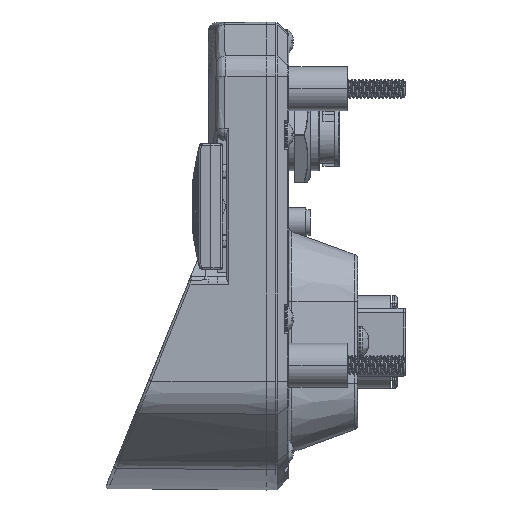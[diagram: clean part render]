
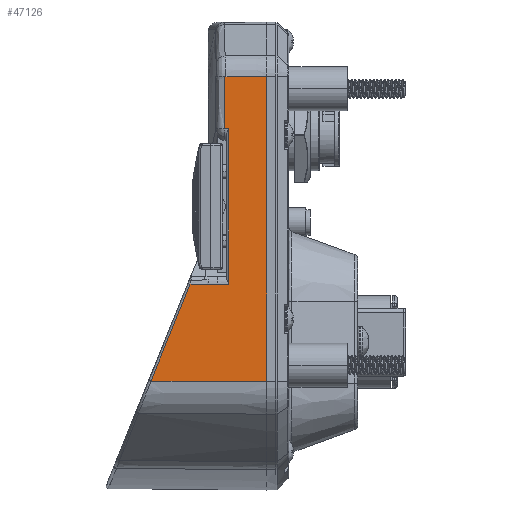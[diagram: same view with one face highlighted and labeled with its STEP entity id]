
A CAD part, left-side view. The second image highlights one B-rep face of the part: STEP entity #47126.
In plain terms, the highlighted planar face has unit normal (-1, 0.009, 0).
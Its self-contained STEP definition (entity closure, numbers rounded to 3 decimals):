
#508 = CARTESIAN_POINT ( 'NONE',  ( -78.045, -10.117, -27.919 ) ) ;
#509 = DIRECTION ( 'NONE',  ( 0., 0., -1. ) ) ;
#528 = CARTESIAN_POINT ( 'NONE',  ( -78.006, -5.621, -27.919 ) ) ;
#529 = DIRECTION ( 'NONE',  ( 0.009, 1., 0. ) ) ;
#581 = CARTESIAN_POINT ( 'NONE',  ( -77.998, -4.73, 0.672 ) ) ;
#582 = DIRECTION ( 'NONE',  ( -0.003, -0.375, 0.927 ) ) ;
#2656 = EDGE_LOOP ( 'NONE', ( #12695, #12698, #12700, #12702, #12704, #12706, #12709, #12711, #12713, #12715, #12717 ) ) ;
#3437 = B_SPLINE_CURVE_WITH_KNOTS ( 'NONE', 3,
 ( #44247, #44402, #44404, #44406, #44408, #44410, #44412, #44414, #44416, #44418, #44420, #44422, #44424, #44426, #44428, #44430, #44432, #44434, #44436, #44438, #44440, #44442, #44444, #44446, #44448, #44450, #44452, #44454 ),
 .UNSPECIFIED., .F., .F.,
 ( 4, 1, 1, 1, 1, 1, 1, 1, 2, 2, 1, 1, 1, 1, 1, 1, 1, 2, 2, 2, 4 ),
 ( 0., 0.062, 0.094, 0.109, 0.117, 0.121, 0.123, 0.124, 0.125, 0.125, 0.187, 0.219, 0.234, 0.242, 0.246, 0.248, 0.249, 0.25, 0.25, 0.5, 1. ),
 .UNSPECIFIED. ) ;
#4248 = EDGE_CURVE ( 'NONE', #52518, #52147, #8087, .T. ) ;
#4267 = EDGE_CURVE ( 'NONE', #52020, #52518, #8112, .T. ) ;
#4396 = EDGE_CURVE ( 'NONE', #52232, #52424, #8238, .T. ) ;
#4400 = EDGE_CURVE ( 'NONE', #52560, #52115, #8241, .T. ) ;
#4406 = EDGE_CURVE ( 'NONE', #52451, #52171, #16999, .T. ) ;
#4467 = EDGE_CURVE ( 'NONE', #52451, #52232, #16931, .T. ) ;
#4478 = EDGE_CURVE ( 'NONE', #52424, #52425, #8319, .T. ) ;
#4611 = EDGE_CURVE ( 'NONE', #52560, #52171, #8435, .T. ) ;
#4615 = EDGE_CURVE ( 'NONE', #52020, #52099, #8438, .T. ) ;
#4626 = EDGE_CURVE ( 'NONE', #52099, #52425, #8443, .T. ) ;
#8075 = VECTOR ( 'NONE', #78432, 1000. ) ;
#8087 = LINE ( 'NONE', #78420, #8075 ) ;
#8112 = LINE ( 'NONE', #78544, #8113 ) ;
#8113 = VECTOR ( 'NONE', #78545, 1000. ) ;
#8231 = VECTOR ( 'NONE', #96903, 1000. ) ;
#8238 = LINE ( 'NONE', #96871, #8240 ) ;
#8240 = VECTOR ( 'NONE', #96883, 1000. ) ;
#8241 = LINE ( 'NONE', #96902, #8231 ) ;
#8306 = VECTOR ( 'NONE', #97270, 1000. ) ;
#8319 = LINE ( 'NONE', #97269, #8306 ) ;
#8432 = VECTOR ( 'NONE', #529, 1000. ) ;
#8435 = LINE ( 'NONE', #508, #8436 ) ;
#8436 = VECTOR ( 'NONE', #509, 1000. ) ;
#8438 = LINE ( 'NONE', #528, #8432 ) ;
#8443 = LINE ( 'NONE', #581, #8445 ) ;
#8445 = VECTOR ( 'NONE', #582, 1000. ) ;
#12695 = ORIENTED_EDGE ( 'NONE', *, *, #4615, .F. ) ;
#12698 = ORIENTED_EDGE ( 'NONE', *, *, #4267, .T. ) ;
#12700 = ORIENTED_EDGE ( 'NONE', *, *, #4248, .T. ) ;
#12702 = ORIENTED_EDGE ( 'NONE', *, *, #95147, .T. ) ;
#12704 = ORIENTED_EDGE ( 'NONE', *, *, #4400, .F. ) ;
#12706 = ORIENTED_EDGE ( 'NONE', *, *, #4611, .T. ) ;
#12709 = ORIENTED_EDGE ( 'NONE', *, *, #4406, .F. ) ;
#12711 = ORIENTED_EDGE ( 'NONE', *, *, #4467, .T. ) ;
#12713 = ORIENTED_EDGE ( 'NONE', *, *, #4396, .T. ) ;
#12715 = ORIENTED_EDGE ( 'NONE', *, *, #4478, .T. ) ;
#12717 = ORIENTED_EDGE ( 'NONE', *, *, #4626, .F. ) ;
#16931 = B_SPLINE_CURVE_WITH_KNOTS ( 'NONE', 3,
 ( #97143, #97148, #97149, #97150 ),
 .UNSPECIFIED., .F., .F.,
 ( 4, 4 ),
 ( 0., 1. ),
 .UNSPECIFIED. ) ;
#16999 = B_SPLINE_CURVE_WITH_KNOTS ( 'NONE', 3,
 ( #96922, #96926, #96927, #96928 ),
 .UNSPECIFIED., .F., .F.,
 ( 4, 4 ),
 ( 0., 1. ),
 .UNSPECIFIED. ) ;
#20442 = CARTESIAN_POINT ( 'NONE',  ( -78.006, -5.621, -27.919 ) ) ;
#20444 = PLANE ( 'NONE',  #77071 ) ;
#20461 = DIRECTION ( 'NONE',  ( -1., 0.009, 0. ) ) ;
#20463 = DIRECTION ( 'NONE',  ( -0.009, -1., 0. ) ) ;
#41170 = FACE_OUTER_BOUND ( 'NONE', #2656, .T. ) ;
#44247 = CARTESIAN_POINT ( 'NONE',  ( -78.038, -9.272, 38.24 ) ) ;
#44402 = CARTESIAN_POINT ( 'NONE',  ( -78.038, -9.26, 37.988 ) ) ;
#44404 = CARTESIAN_POINT ( 'NONE',  ( -78.038, -9.245, 37.623 ) ) ;
#44406 = CARTESIAN_POINT ( 'NONE',  ( -78.038, -9.234, 37.218 ) ) ;
#44408 = CARTESIAN_POINT ( 'NONE',  ( -78.038, -9.231, 37.021 ) ) ;
#44410 = CARTESIAN_POINT ( 'NONE',  ( -78.038, -9.229, 36.923 ) ) ;
#44412 = CARTESIAN_POINT ( 'NONE',  ( -78.038, -9.228, 36.875 ) ) ;
#44414 = CARTESIAN_POINT ( 'NONE',  ( -78.038, -9.228, 36.851 ) ) ;
#44416 = CARTESIAN_POINT ( 'NONE',  ( -78.038, -9.228, 36.839 ) ) ;
#44418 = CARTESIAN_POINT ( 'NONE',  ( -78.038, -9.228, 36.834 ) ) ;
#44420 = CARTESIAN_POINT ( 'NONE',  ( -78.038, -9.228, 36.83 ) ) ;
#44422 = CARTESIAN_POINT ( 'NONE',  ( -78.038, -9.228, 36.827 ) ) ;
#44424 = CARTESIAN_POINT ( 'NONE',  ( -78.038, -9.227, 36.771 ) ) ;
#44426 = CARTESIAN_POINT ( 'NONE',  ( -78.038, -9.226, 36.552 ) ) ;
#44428 = CARTESIAN_POINT ( 'NONE',  ( -78.038, -9.226, 36.061 ) ) ;
#44430 = CARTESIAN_POINT ( 'NONE',  ( -78.038, -9.226, 35.757 ) ) ;
#44432 = CARTESIAN_POINT ( 'NONE',  ( -78.038, -9.226, 35.59 ) ) ;
#44434 = CARTESIAN_POINT ( 'NONE',  ( -78.038, -9.226, 35.503 ) ) ;
#44436 = CARTESIAN_POINT ( 'NONE',  ( -78.038, -9.226, 35.459 ) ) ;
#44438 = CARTESIAN_POINT ( 'NONE',  ( -78.038, -9.226, 35.436 ) ) ;
#44440 = CARTESIAN_POINT ( 'NONE',  ( -78.038, -9.226, 35.427 ) ) ;
#44442 = CARTESIAN_POINT ( 'NONE',  ( -78.038, -9.226, 35.42 ) ) ;
#44444 = CARTESIAN_POINT ( 'NONE',  ( -78.038, -9.226, 35.415 ) ) ;
#44446 = CARTESIAN_POINT ( 'NONE',  ( -78.038, -9.226, 34.472 ) ) ;
#44448 = CARTESIAN_POINT ( 'NONE',  ( -78.038, -9.226, 33.529 ) ) ;
#44450 = CARTESIAN_POINT ( 'NONE',  ( -78.038, -9.227, 30.703 ) ) ;
#44452 = CARTESIAN_POINT ( 'NONE',  ( -78.038, -9.227, 28.818 ) ) ;
#44454 = CARTESIAN_POINT ( 'NONE',  ( -78.038, -9.228, 26.934 ) ) ;
#47126 = ADVANCED_FACE ( 'NONE', ( #41170 ), #20444, .T. ) ;
#52020 = VERTEX_POINT ( 'NONE', #87350 ) ;
#52099 = VERTEX_POINT ( 'NONE', #87497 ) ;
#52115 = VERTEX_POINT ( 'NONE', #87534 ) ;
#52147 = VERTEX_POINT ( 'NONE', #87589 ) ;
#52171 = VERTEX_POINT ( 'NONE', #87630 ) ;
#52232 = VERTEX_POINT ( 'NONE', #87738 ) ;
#52424 = VERTEX_POINT ( 'NONE', #88069 ) ;
#52425 = VERTEX_POINT ( 'NONE', #88072 ) ;
#52451 = VERTEX_POINT ( 'NONE', #88137 ) ;
#52518 = VERTEX_POINT ( 'NONE', #88302 ) ;
#52560 = VERTEX_POINT ( 'NONE', #88409 ) ;
#77071 = AXIS2_PLACEMENT_3D ( 'NONE', #20442, #20461, #20463 ) ;
#78420 = CARTESIAN_POINT ( 'NONE',  ( -78.006, -5.621, 38.24 ) ) ;
#78432 = DIRECTION ( 'NONE',  ( 0.009, 1., 0. ) ) ;
#78544 = CARTESIAN_POINT ( 'NONE',  ( -78.117, -18.321, 38.24 ) ) ;
#78545 = DIRECTION ( 'NONE',  ( 0., 0., 1. ) ) ;
#87350 = CARTESIAN_POINT ( 'NONE',  ( -78.117, -18.321, -27.919 ) ) ;
#87497 = CARTESIAN_POINT ( 'NONE',  ( -77.898, 6.822, -27.919 ) ) ;
#87534 = CARTESIAN_POINT ( 'NONE',  ( -78.038, -9.228, 26.934 ) ) ;
#87589 = CARTESIAN_POINT ( 'NONE',  ( -78.038, -9.272, 38.24 ) ) ;
#87630 = CARTESIAN_POINT ( 'NONE',  ( -78.045, -10.117, -6.86 ) ) ;
#87738 = CARTESIAN_POINT ( 'NONE',  ( -78.024, -7.621, -6.882 ) ) ;
#88069 = CARTESIAN_POINT ( 'NONE',  ( -78.006, -5.621, -6.89 ) ) ;
#88072 = CARTESIAN_POINT ( 'NONE',  ( -77.972, -1.674, -6.89 ) ) ;
#88137 = CARTESIAN_POINT ( 'NONE',  ( -78.045, -10.107, -6.86 ) ) ;
#88302 = CARTESIAN_POINT ( 'NONE',  ( -78.117, -18.321, 38.24 ) ) ;
#88409 = CARTESIAN_POINT ( 'NONE',  ( -78.045, -10.117, 26.93 ) ) ;
#95147 = EDGE_CURVE ( 'NONE', #52147, #52115, #3437, .T. ) ;
#96871 = CARTESIAN_POINT ( 'NONE',  ( -78.024, -7.621, -6.882 ) ) ;
#96883 = DIRECTION ( 'NONE',  ( 0.009, 1., -0.004 ) ) ;
#96902 = CARTESIAN_POINT ( 'NONE',  ( -77.918, 4.423, 26.985 ) ) ;
#96903 = DIRECTION ( 'NONE',  ( 0.009, 1., 0.004 ) ) ;
#96922 = CARTESIAN_POINT ( 'NONE',  ( -78.045, -10.107, -6.86 ) ) ;
#96926 = CARTESIAN_POINT ( 'NONE',  ( -78.045, -10.11, -6.86 ) ) ;
#96927 = CARTESIAN_POINT ( 'NONE',  ( -78.045, -10.114, -6.86 ) ) ;
#96928 = CARTESIAN_POINT ( 'NONE',  ( -78.045, -10.117, -6.86 ) ) ;
#97143 = CARTESIAN_POINT ( 'NONE',  ( -78.045, -10.107, -6.86 ) ) ;
#97148 = CARTESIAN_POINT ( 'NONE',  ( -78.038, -9.279, -6.868 ) ) ;
#97149 = CARTESIAN_POINT ( 'NONE',  ( -78.031, -8.45, -6.875 ) ) ;
#97150 = CARTESIAN_POINT ( 'NONE',  ( -78.024, -7.621, -6.882 ) ) ;
#97269 = CARTESIAN_POINT ( 'NONE',  ( -78.006, -5.621, -6.89 ) ) ;
#97270 = DIRECTION ( 'NONE',  ( 0.009, 1., 0. ) ) ;
